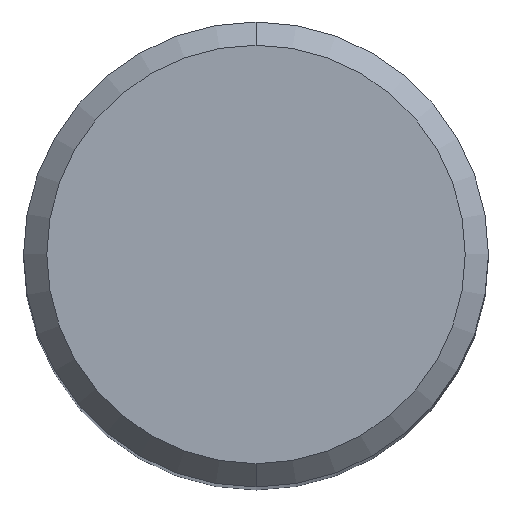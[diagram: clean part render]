
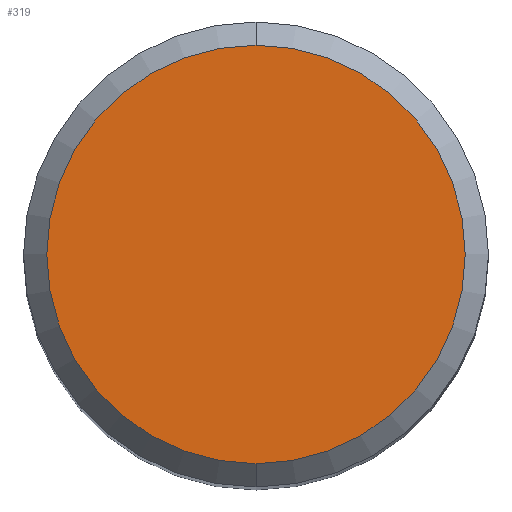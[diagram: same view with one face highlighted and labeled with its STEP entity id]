
A CAD part, top view. The second image highlights one B-rep face of the part: STEP entity #319.
In plain terms, the highlighted planar face has unit normal (0, 0, 1).
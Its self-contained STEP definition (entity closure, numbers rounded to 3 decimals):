
#265=VERTEX_POINT('',#583);
#303=VERTEX_POINT('',#626);
#319=ADVANCED_FACE('',(#643),#644,.T.);
#353=EDGE_CURVE('',#265,#303,#680,.T.);
#407=EDGE_CURVE('',#303,#265,#741,.T.);
#583=CARTESIAN_POINT('',(0.,-5.4,0.0));
#626=CARTESIAN_POINT('',(0.0,5.4,0.0));
#643=FACE_OUTER_BOUND('',#1143,.T.);
#644=PLANE('',#1144);
#680=CIRCLE('',#1215,5.4);
#741=CIRCLE('',#1320,5.4);
#1143=EDGE_LOOP('',(#1718,#1719));
#1144=AXIS2_PLACEMENT_3D('',#1720,#1721,#1722);
#1215=AXIS2_PLACEMENT_3D('',#1742,#1743,#1744);
#1320=AXIS2_PLACEMENT_3D('',#1816,#1817,#1818);
#1718=ORIENTED_EDGE('',*,*,#407,.F.);
#1719=ORIENTED_EDGE('',*,*,#353,.F.);
#1720=CARTESIAN_POINT('',(0.0,2.7,0.0));
#1721=DIRECTION('',(-0.0,0.0,1.0));
#1722=DIRECTION('',(0.0,-1.0,0.0));
#1742=CARTESIAN_POINT('',(0.0,0.0,0.0));
#1743=DIRECTION('',(0.0,0.0,-1.0));
#1744=DIRECTION('',(0.0,1.0,0.0));
#1816=CARTESIAN_POINT('',(0.0,0.0,0.0));
#1817=DIRECTION('',(0.0,0.0,-1.0));
#1818=DIRECTION('',(0.0,1.0,0.0));
